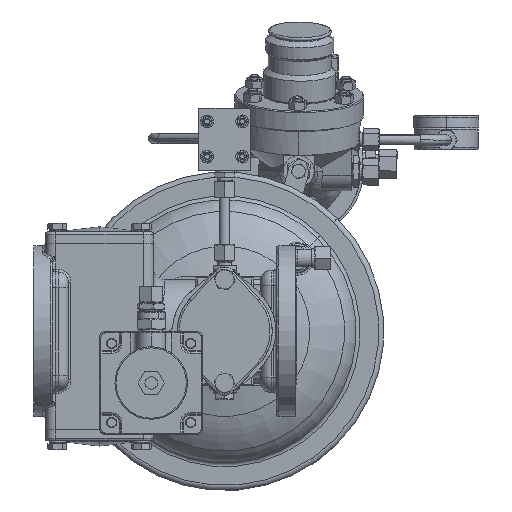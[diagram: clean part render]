
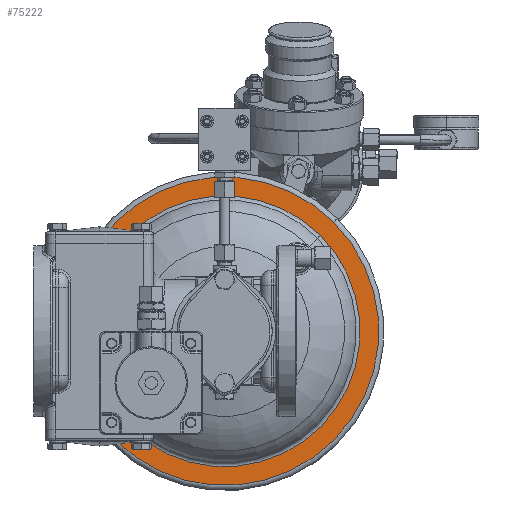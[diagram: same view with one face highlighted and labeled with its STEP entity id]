
A CAD part, front view. The second image highlights one B-rep face of the part: STEP entity #75222.
In plain terms, the highlighted planar face has unit normal (0, -1, 0).
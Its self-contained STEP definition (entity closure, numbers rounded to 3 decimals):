
#26 = EDGE_CURVE ( 'Defeature ausgef�hrt1_3051+Defeature ausgef�hrt1_3029+Defeature ausgef�hrt1_3029+Defeature ausgef�hrt1_3029', #7663, #60171, #118379, .T. ) ;
#7663 = VERTEX_POINT ( 'NONE', #12829 ) ;
#12829 = CARTESIAN_POINT ( 'NONE',  ( 28.437, 156.3, -92.563 ) ) ;
#15140 = DIRECTION ( 'NONE',  ( 0., -1., 0. ) ) ;
#15288 = PLANE ( 'NONE',  #115058 ) ;
#16433 = AXIS2_PLACEMENT_3D ( 'NONE', #23241, #42553, #81779 ) ;
#23241 = CARTESIAN_POINT ( 'NONE',  ( 121., 156.3, 0. ) ) ;
#26854 = DIRECTION ( 'NONE',  ( -0.707, 0., -0.707 ) ) ;
#28222 = DIRECTION ( 'NONE',  ( -0.707, 0., -0.707 ) ) ;
#30160 = CARTESIAN_POINT ( 'NONE',  ( 121., 156.3, 0. ) ) ;
#31062 = VERTEX_POINT ( 'NONE', #67806 ) ;
#35711 = CIRCLE ( 'NONE', #62413, 149. ) ;
#38341 = CARTESIAN_POINT ( 'NONE',  ( 213.563, 156.3, 92.563 ) ) ;
#39163 = CARTESIAN_POINT ( 'NONE',  ( 121., 156.3, 0. ) ) ;
#42553 = DIRECTION ( 'NONE',  ( 0., 1., 0. ) ) ;
#54526 = EDGE_CURVE ( 'Defeature ausgef�hrt1_3051+Defeature ausgef�hrt1_3029+Defeature ausgef�hrt1_3029+Defeature ausgef�hrt1_3029', #60171, #7663, #55481, .T. ) ;
#54553 = CARTESIAN_POINT ( 'NONE',  ( 229.894, 156.3, 108.894 ) ) ;
#55481 = CIRCLE ( 'NONE', #16433, 130.904 ) ;
#60171 = VERTEX_POINT ( 'NONE', #38341 ) ;
#62413 = AXIS2_PLACEMENT_3D ( 'NONE', #39163, #78381, #28222 ) ;
#62904 = DIRECTION ( 'NONE',  ( 0., 1., 0. ) ) ;
#67149 = ORIENTED_EDGE ( 'NONE', *, *, #97189, .T. ) ;
#67806 = CARTESIAN_POINT ( 'NONE',  ( 15.641, 156.3, -105.359 ) ) ;
#70505 = CIRCLE ( 'NONE', #121940, 149. ) ;
#73863 = FACE_OUTER_BOUND ( 'NONE', #109590, .T. ) ;
#75222 = ADVANCED_FACE ( 'Defeature ausgef�hrt1_3051', ( #73863, #113097 ), #15288, .F. ) ;
#75871 = ORIENTED_EDGE ( 'NONE', *, *, #54526, .T. ) ;
#78381 = DIRECTION ( 'NONE',  ( 0., -1., 0. ) ) ;
#78906 = EDGE_CURVE ( 'Defeature ausgef�hrt1_3051+Defeature ausgef�hrt1_3052+Defeature ausgef�hrt1_3052+Defeature ausgef�hrt1_3052', #31062, #122798, #70505, .T. ) ;
#81779 = DIRECTION ( 'NONE',  ( -0.707, 0., -0.707 ) ) ;
#83326 = CARTESIAN_POINT ( 'NONE',  ( 121., 156.3, 0. ) ) ;
#83437 = CARTESIAN_POINT ( 'NONE',  ( 226.359, 156.3, 105.359 ) ) ;
#84446 = ORIENTED_EDGE ( 'NONE', *, *, #26, .T. ) ;
#97189 = EDGE_CURVE ( 'Defeature ausgef�hrt1_3051+Defeature ausgef�hrt1_3052+Defeature ausgef�hrt1_3052+Defeature ausgef�hrt1_3052', #122798, #31062, #35711, .T. ) ;
#98350 = DIRECTION ( 'NONE',  ( 0., 1., 0. ) ) ;
#101979 = DIRECTION ( 'NONE',  ( -0.707, 0., -0.707 ) ) ;
#107397 = ORIENTED_EDGE ( 'NONE', *, *, #78906, .T. ) ;
#109590 = EDGE_LOOP ( 'NONE', ( #107397, #67149 ) ) ;
#113097 = FACE_BOUND ( 'NONE', #126070, .T. ) ;
#114247 = AXIS2_PLACEMENT_3D ( 'NONE', #30160, #98350, #119539 ) ;
#115058 = AXIS2_PLACEMENT_3D ( 'NONE', #54553, #62904, #26854 ) ;
#118379 = CIRCLE ( 'NONE', #114247, 130.904 ) ;
#119539 = DIRECTION ( 'NONE',  ( -0.707, 0., -0.707 ) ) ;
#121940 = AXIS2_PLACEMENT_3D ( 'NONE', #83326, #15140, #101979 ) ;
#122798 = VERTEX_POINT ( 'NONE', #83437 ) ;
#126070 = EDGE_LOOP ( 'NONE', ( #84446, #75871 ) ) ;
